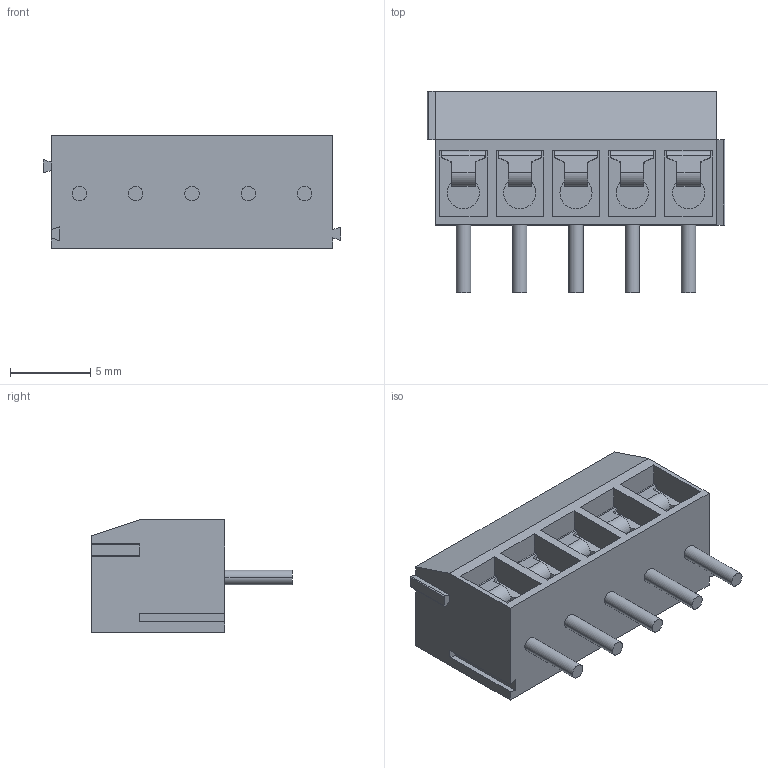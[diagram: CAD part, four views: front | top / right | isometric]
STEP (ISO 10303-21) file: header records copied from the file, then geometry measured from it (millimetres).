
FILE_DESCRIPTION((''),'2;1');
FILE_NAME('C-1776275-5','2014-05-16T',('workeradm'),('Tyco Electronics Ltd.'),'PRO/ENGINEER BY PARAMETRIC TECHNOLOGY CORPORATION, 2013050','PRO/ENGINEER BY PARAMETRIC TECHNOLOGY CORPORATION, 2013050','');
FILE_SCHEMA(('AUTOMOTIVE_DESIGN { 1 0 10303 214 1 1 1 1 }'));
Length unit declared in the file: millimetre
Products named in the file (1): C-1776275-5
Bounding box: 18.5 x 12.5 x 7 mm (x, y, z)
Volume: 873.4 mm3; surface area: 965.8 mm2
Topology: 1 solids, 1 shells, 282 faces, 755 edges, 490 vertices
Faces by surface type: plane 218, cylinder 54, bspline 10
Entity records: 9143 total; most frequent: CARTESIAN_POINT 1859, ORIENTED_EDGE 1510, DIRECTION 1407, EDGE_CURVE 755, VECTOR 607, LINE 607, VERTEX_POINT 490, AXIS2_PLACEMENT_3D 400
